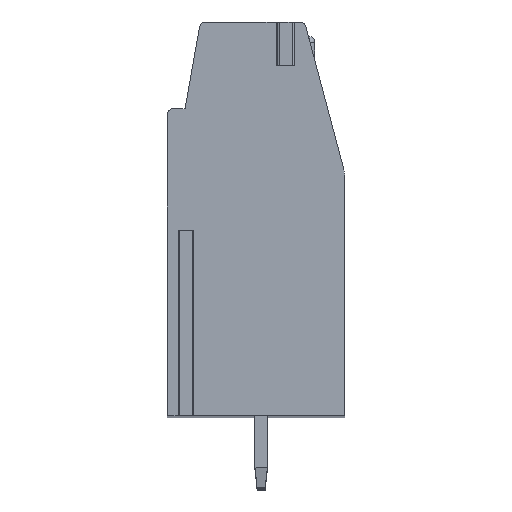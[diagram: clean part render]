
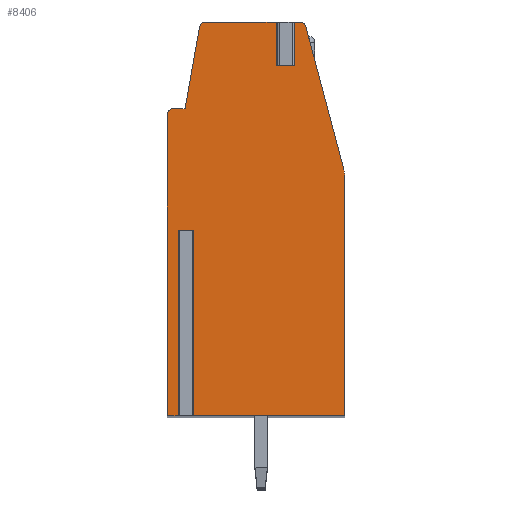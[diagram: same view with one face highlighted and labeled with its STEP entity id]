
A CAD part, top view. The second image highlights one B-rep face of the part: STEP entity #8406.
In plain terms, the highlighted planar face has unit normal (0, 0, 1).
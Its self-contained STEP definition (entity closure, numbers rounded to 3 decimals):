
#13=DIRECTION('',(-1.,0.,0.));
#14=VECTOR('',#13,0.743);
#15=CARTESIAN_POINT('',(-3.029,-0.55,63.5));
#16=LINE('',#15,#14);
#17=DIRECTION('',(0.,-1.,0.));
#18=VECTOR('',#17,9.);
#19=CARTESIAN_POINT('',(-3.771,-0.55,63.5));
#20=LINE('',#19,#18);
#21=DIRECTION('',(1.,0.,0.));
#22=VECTOR('',#21,0.529);
#23=CARTESIAN_POINT('',(-4.3,-9.55,63.5));
#24=LINE('',#23,#22);
#25=DIRECTION('',(0.,-1.,0.));
#26=VECTOR('',#25,14.6);
#27=CARTESIAN_POINT('',(-4.3,5.05,63.5));
#28=LINE('',#27,#26);
#29=CARTESIAN_POINT('',(-4.,5.05,63.5));
#30=DIRECTION('',(0.,0.,1.));
#31=DIRECTION('',(0.,1.,0.));
#32=AXIS2_PLACEMENT_3D('',#29,#30,#31);
#34=DIRECTION('',(-1.,0.,0.));
#35=VECTOR('',#34,0.558);
#36=CARTESIAN_POINT('',(-3.442,5.35,63.5));
#37=LINE('',#36,#35);
#38=DIRECTION('',(-0.174,-0.985,0.));
#39=VECTOR('',#38,4.013);
#40=CARTESIAN_POINT('',(-2.746,9.302,63.5));
#41=LINE('',#40,#39);
#42=CARTESIAN_POINT('',(-2.45,9.25,63.5));
#43=DIRECTION('',(0.,0.,1.));
#44=DIRECTION('',(0.,1.,0.));
#45=AXIS2_PLACEMENT_3D('',#42,#43,#44);
#47=DIRECTION('',(-1.,0.,0.));
#48=VECTOR('',#47,3.669);
#49=CARTESIAN_POINT('',(1.219,9.55,63.5));
#50=LINE('',#49,#48);
#51=DIRECTION('',(0.,-1.,0.));
#52=VECTOR('',#51,2.1);
#53=CARTESIAN_POINT('',(1.219,9.55,63.5));
#54=LINE('',#53,#52);
#55=DIRECTION('',(-1.,0.,0.));
#56=VECTOR('',#55,0.46);
#57=CARTESIAN_POINT('',(1.679,7.45,63.5));
#58=LINE('',#57,#56);
#59=DIRECTION('',(0.,-1.,0.));
#60=VECTOR('',#59,2.1);
#61=CARTESIAN_POINT('',(1.679,9.55,63.5));
#62=LINE('',#61,#60);
#63=DIRECTION('',(-1.,0.,0.));
#64=VECTOR('',#63,0.447);
#65=CARTESIAN_POINT('',(2.126,9.55,63.5));
#66=LINE('',#65,#64);
#67=CARTESIAN_POINT('',(2.126,9.25,63.5));
#68=DIRECTION('',(0.,0.,1.));
#69=DIRECTION('',(0.966,0.257,0.));
#70=AXIS2_PLACEMENT_3D('',#67,#68,#69);
#72=CARTESIAN_POINT('',(3.3,2.119,63.5));
#73=DIRECTION('',(0.,0.,1.));
#74=DIRECTION('',(1.,0.,0.));
#75=AXIS2_PLACEMENT_3D('',#72,#73,#74);
#77=DIRECTION('',(0.,1.,0.));
#78=VECTOR('',#77,11.669);
#79=CARTESIAN_POINT('',(4.3,-9.55,63.5));
#80=LINE('',#79,#78);
#81=DIRECTION('',(1.,0.,0.));
#82=VECTOR('',#81,7.329);
#83=CARTESIAN_POINT('',(-3.029,-9.55,63.5));
#84=LINE('',#83,#82);
#85=DIRECTION('',(0.,-1.,0.));
#86=VECTOR('',#85,9.);
#87=CARTESIAN_POINT('',(-3.029,-0.55,63.5));
#88=LINE('',#87,#86);
#456=DIRECTION('',(-0.257,0.966,0.));
#457=VECTOR('',#456,7.193);
#458=CARTESIAN_POINT('',(4.266,2.376,63.5));
#459=LINE('',#458,#457);
#6645=CARTESIAN_POINT('',(4.3,-9.55,63.5));
#6646=CARTESIAN_POINT('',(4.3,2.119,63.5));
#6647=VERTEX_POINT('',#6645);
#6648=VERTEX_POINT('',#6646);
#6649=CARTESIAN_POINT('',(4.266,2.376,63.5));
#6650=VERTEX_POINT('',#6649);
#6651=CARTESIAN_POINT('',(2.416,9.327,63.5));
#6652=CARTESIAN_POINT('',(2.126,9.55,63.5));
#6653=VERTEX_POINT('',#6651);
#6654=VERTEX_POINT('',#6652);
#6655=CARTESIAN_POINT('',(-2.45,9.55,63.5));
#6656=CARTESIAN_POINT('',(-2.746,9.302,63.5));
#6657=VERTEX_POINT('',#6655);
#6658=VERTEX_POINT('',#6656);
#6659=CARTESIAN_POINT('',(-3.442,5.35,63.5));
#6660=VERTEX_POINT('',#6659);
#6661=CARTESIAN_POINT('',(-4.,5.35,63.5));
#6662=VERTEX_POINT('',#6661);
#6663=CARTESIAN_POINT('',(-4.3,5.05,63.5));
#6664=VERTEX_POINT('',#6663);
#6665=CARTESIAN_POINT('',(-4.3,-9.55,63.5));
#6666=VERTEX_POINT('',#6665);
#6729=CARTESIAN_POINT('',(1.679,7.45,63.5));
#6730=CARTESIAN_POINT('',(1.219,7.45,63.5));
#6731=VERTEX_POINT('',#6729);
#6732=VERTEX_POINT('',#6730);
#6733=CARTESIAN_POINT('',(1.219,9.55,63.5));
#6734=VERTEX_POINT('',#6733);
#6735=CARTESIAN_POINT('',(1.679,9.55,63.5));
#6736=VERTEX_POINT('',#6735);
#6749=CARTESIAN_POINT('',(-3.029,-0.55,63.5));
#6750=CARTESIAN_POINT('',(-3.771,-0.55,63.5));
#6751=VERTEX_POINT('',#6749);
#6752=VERTEX_POINT('',#6750);
#6753=CARTESIAN_POINT('',(-3.029,-9.55,63.5));
#6754=VERTEX_POINT('',#6753);
#6755=CARTESIAN_POINT('',(-3.771,-9.55,63.5));
#6756=VERTEX_POINT('',#6755);
#8361=CARTESIAN_POINT('',(0.,0.,63.5));
#8362=DIRECTION('',(0.,0.,1.));
#8363=DIRECTION('',(1.,0.,0.));
#8364=AXIS2_PLACEMENT_3D('',#8361,#8362,#8363);
#8365=PLANE('',#8364);
#8367=ORIENTED_EDGE('',*,*,#8366,.T.);
#8369=ORIENTED_EDGE('',*,*,#8368,.T.);
#8371=ORIENTED_EDGE('',*,*,#8370,.F.);
#8373=ORIENTED_EDGE('',*,*,#8372,.F.);
#8375=ORIENTED_EDGE('',*,*,#8374,.F.);
#8377=ORIENTED_EDGE('',*,*,#8376,.F.);
#8379=ORIENTED_EDGE('',*,*,#8378,.F.);
#8381=ORIENTED_EDGE('',*,*,#8380,.F.);
#8383=ORIENTED_EDGE('',*,*,#8382,.F.);
#8385=ORIENTED_EDGE('',*,*,#8384,.T.);
#8387=ORIENTED_EDGE('',*,*,#8386,.F.);
#8389=ORIENTED_EDGE('',*,*,#8388,.F.);
#8391=ORIENTED_EDGE('',*,*,#8390,.F.);
#8393=ORIENTED_EDGE('',*,*,#8392,.F.);
#8395=ORIENTED_EDGE('',*,*,#8394,.F.);
#8397=ORIENTED_EDGE('',*,*,#8396,.F.);
#8399=ORIENTED_EDGE('',*,*,#8398,.F.);
#8401=ORIENTED_EDGE('',*,*,#8400,.F.);
#8403=ORIENTED_EDGE('',*,*,#8402,.F.);
#8404=EDGE_LOOP('',(#8367,#8369,#8371,#8373,#8375,#8377,#8379,#8381,#8383,#8385,
#8387,#8389,#8391,#8393,#8395,#8397,#8399,#8401,#8403));
#8405=FACE_OUTER_BOUND('',#8404,.F.);
#33=CIRCLE('',#32,0.3);
#46=CIRCLE('',#45,0.3);
#71=CIRCLE('',#70,0.3);
#76=CIRCLE('',#75,1.);
#8366=EDGE_CURVE('',#6751,#6752,#16,.T.);
#8368=EDGE_CURVE('',#6752,#6756,#20,.T.);
#8370=EDGE_CURVE('',#6666,#6756,#24,.T.);
#8372=EDGE_CURVE('',#6664,#6666,#28,.T.);
#8374=EDGE_CURVE('',#6662,#6664,#33,.T.);
#8376=EDGE_CURVE('',#6660,#6662,#37,.T.);
#8378=EDGE_CURVE('',#6658,#6660,#41,.T.);
#8380=EDGE_CURVE('',#6657,#6658,#46,.T.);
#8382=EDGE_CURVE('',#6734,#6657,#50,.T.);
#8384=EDGE_CURVE('',#6734,#6732,#54,.T.);
#8386=EDGE_CURVE('',#6731,#6732,#58,.T.);
#8388=EDGE_CURVE('',#6736,#6731,#62,.T.);
#8390=EDGE_CURVE('',#6654,#6736,#66,.T.);
#8392=EDGE_CURVE('',#6653,#6654,#71,.T.);
#8394=EDGE_CURVE('',#6650,#6653,#459,.T.);
#8396=EDGE_CURVE('',#6648,#6650,#76,.T.);
#8398=EDGE_CURVE('',#6647,#6648,#80,.T.);
#8400=EDGE_CURVE('',#6754,#6647,#84,.T.);
#8402=EDGE_CURVE('',#6751,#6754,#88,.T.);
#8406=ADVANCED_FACE('',(#8405),#8365,.T.);
